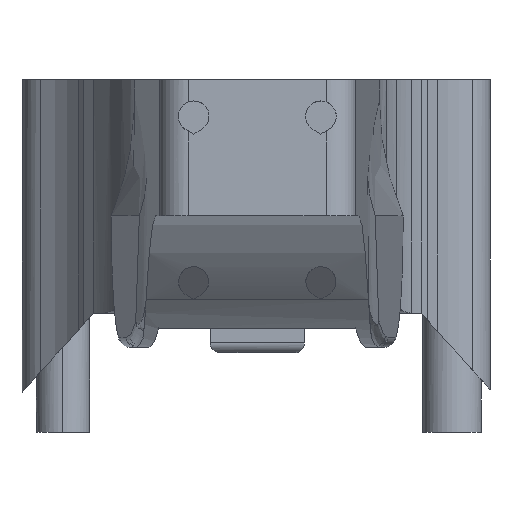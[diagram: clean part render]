
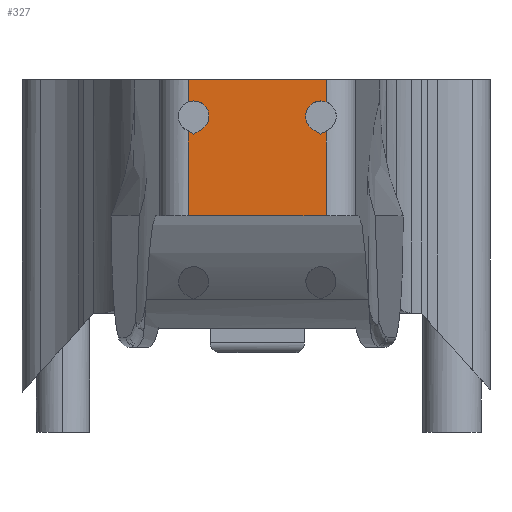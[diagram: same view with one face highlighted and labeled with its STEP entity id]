
A CAD part, front view. The second image highlights one B-rep face of the part: STEP entity #327.
In plain terms, the highlighted planar face has unit normal (0, -1, 0).
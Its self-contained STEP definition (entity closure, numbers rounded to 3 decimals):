
#217 = VERTEX_POINT ( 'NONE', #3373 ) ;
#224 = EDGE_LOOP ( 'NONE', ( #5849, #3086, #1858, #5814, #1746, #2626, #3293, #3094, #732, #1950, #2251, #842 ) ) ;
#327 = ADVANCED_FACE ( 'NONE', ( #5318 ), #1252, .T. ) ;
#332 = DIRECTION ( 'NONE',  ( 0., -1., 0. ) ) ;
#398 = DIRECTION ( 'NONE',  ( 0.843, 0., 0.537 ) ) ;
#567 = LINE ( 'NONE', #4675, #4039 ) ;
#615 = CARTESIAN_POINT ( 'NONE',  ( 9.129, 15.476, 245.188 ) ) ;
#707 = VECTOR ( 'NONE', #398, 1000. ) ;
#732 = ORIENTED_EDGE ( 'NONE', *, *, #4802, .F. ) ;
#776 = VERTEX_POINT ( 'NONE', #2901 ) ;
#820 = VECTOR ( 'NONE', #5472, 1000. ) ;
#842 = ORIENTED_EDGE ( 'NONE', *, *, #2958, .T. ) ;
#893 = VERTEX_POINT ( 'NONE', #615 ) ;
#1161 = VERTEX_POINT ( 'NONE', #2389 ) ;
#1210 = VERTEX_POINT ( 'NONE', #1465 ) ;
#1252 = PLANE ( 'NONE',  #4597 ) ;
#1278 = LINE ( 'NONE', #4046, #4967 ) ;
#1465 = CARTESIAN_POINT ( 'NONE',  ( 9.129, 15.476, 250.459 ) ) ;
#1583 = EDGE_CURVE ( 'NONE', #776, #5058, #4737, .T. ) ;
#1590 = EDGE_CURVE ( 'NONE', #1161, #5595, #2792, .T. ) ;
#1746 = ORIENTED_EDGE ( 'NONE', *, *, #3234, .T. ) ;
#1773 = VERTEX_POINT ( 'NONE', #5015 ) ;
#1793 = CARTESIAN_POINT ( 'NONE',  ( 8.591, 15.476, 246.684 ) ) ;
#1834 = CARTESIAN_POINT ( 'NONE',  ( -5.023, 15.476, 248.169 ) ) ;
#1858 = ORIENTED_EDGE ( 'NONE', *, *, #3838, .F. ) ;
#1884 = DIRECTION ( 'NONE',  ( 0., -1., 0. ) ) ;
#1947 = LINE ( 'NONE', #5118, #5055 ) ;
#1950 = ORIENTED_EDGE ( 'NONE', *, *, #4705, .T. ) ;
#2016 = CARTESIAN_POINT ( 'NONE',  ( -4.486, 15.476, 246.684 ) ) ;
#2034 = VECTOR ( 'NONE', #3079, 1000. ) ;
#2144 = EDGE_CURVE ( 'NONE', #217, #893, #3139, .T. ) ;
#2251 = ORIENTED_EDGE ( 'NONE', *, *, #4558, .F. ) ;
#2281 = VERTEX_POINT ( 'NONE', #3762 ) ;
#2303 = AXIS2_PLACEMENT_3D ( 'NONE', #1793, #1884, #3708 ) ;
#2308 = CARTESIAN_POINT ( 'NONE',  ( 12.053, 15.476, 236.459 ) ) ;
#2319 = CARTESIAN_POINT ( 'NONE',  ( 12.053, 15.476, 236.459 ) ) ;
#2389 = CARTESIAN_POINT ( 'NONE',  ( -3.911, 15.476, 245.212 ) ) ;
#2411 = CARTESIAN_POINT ( 'NONE',  ( -4.486, 15.476, 244.846 ) ) ;
#2424 = EDGE_CURVE ( 'NONE', #2281, #217, #3546, .T. ) ;
#2430 = EDGE_CURVE ( 'NONE', #3611, #1161, #5351, .T. ) ;
#2434 = DIRECTION ( 'NONE',  ( 0., 0., -1. ) ) ;
#2560 = LINE ( 'NONE', #3972, #5800 ) ;
#2626 = ORIENTED_EDGE ( 'NONE', *, *, #2938, .T. ) ;
#2674 = DIRECTION ( 'NONE',  ( 0.843, 0., 0.537 ) ) ;
#2792 = CIRCLE ( 'NONE', #5244, 1.58 ) ;
#2880 = LINE ( 'NONE', #5078, #820 ) ;
#2901 = CARTESIAN_POINT ( 'NONE',  ( -5.023, 15.476, 245.188 ) ) ;
#2938 = EDGE_CURVE ( 'NONE', #1773, #893, #2880, .T. ) ;
#2958 = EDGE_CURVE ( 'NONE', #4843, #5595, #567, .T. ) ;
#3055 = CIRCLE ( 'NONE', #2303, 1.58 ) ;
#3079 = DIRECTION ( 'NONE',  ( 1., 0., 0. ) ) ;
#3086 = ORIENTED_EDGE ( 'NONE', *, *, #2430, .F. ) ;
#3094 = ORIENTED_EDGE ( 'NONE', *, *, #2424, .F. ) ;
#3139 = LINE ( 'NONE', #4557, #707 ) ;
#3234 = EDGE_CURVE ( 'NONE', #5058, #1773, #4000, .T. ) ;
#3293 = ORIENTED_EDGE ( 'NONE', *, *, #2144, .F. ) ;
#3373 = CARTESIAN_POINT ( 'NONE',  ( 8.591, 15.476, 244.846 ) ) ;
#3420 = CARTESIAN_POINT ( 'NONE',  ( -5.023, 15.476, 236.459 ) ) ;
#3546 = LINE ( 'NONE', #4550, #4680 ) ;
#3567 = VECTOR ( 'NONE', #2674, 1000. ) ;
#3575 = CARTESIAN_POINT ( 'NONE',  ( -5.023, 15.476, 236.459 ) ) ;
#3611 = VERTEX_POINT ( 'NONE', #2411 ) ;
#3679 = CARTESIAN_POINT ( 'NONE',  ( -5.023, 15.476, 250.459 ) ) ;
#3708 = DIRECTION ( 'NONE',  ( 0., 0., -1. ) ) ;
#3762 = CARTESIAN_POINT ( 'NONE',  ( 8.017, 15.476, 245.212 ) ) ;
#3838 = EDGE_CURVE ( 'NONE', #776, #3611, #1278, .T. ) ;
#3972 = CARTESIAN_POINT ( 'NONE',  ( 9.129, 15.476, 236.459 ) ) ;
#4000 = LINE ( 'NONE', #2308, #2034 ) ;
#4039 = VECTOR ( 'NONE', #2434, 1000. ) ;
#4046 = CARTESIAN_POINT ( 'NONE',  ( -5.318, 15.476, 245.376 ) ) ;
#4078 = CARTESIAN_POINT ( 'NONE',  ( 9.129, 15.476, 248.169 ) ) ;
#4205 = DIRECTION ( 'NONE',  ( 1., 0., 0. ) ) ;
#4550 = CARTESIAN_POINT ( 'NONE',  ( 8.591, 15.476, 244.846 ) ) ;
#4557 = CARTESIAN_POINT ( 'NONE',  ( 9.424, 15.476, 245.376 ) ) ;
#4558 = EDGE_CURVE ( 'NONE', #4843, #1210, #1947, .T. ) ;
#4597 = AXIS2_PLACEMENT_3D ( 'NONE', #2319, #332, #5875 ) ;
#4675 = CARTESIAN_POINT ( 'NONE',  ( -5.023, 15.476, 236.459 ) ) ;
#4680 = VECTOR ( 'NONE', #5447, 1000. ) ;
#4705 = EDGE_CURVE ( 'NONE', #5019, #1210, #2560, .T. ) ;
#4737 = LINE ( 'NONE', #3420, #5063 ) ;
#4802 = EDGE_CURVE ( 'NONE', #5019, #2281, #3055, .T. ) ;
#4843 = VERTEX_POINT ( 'NONE', #3679 ) ;
#4902 = CARTESIAN_POINT ( 'NONE',  ( -4.486, 15.476, 244.846 ) ) ;
#4967 = VECTOR ( 'NONE', #5879, 1000. ) ;
#5015 = CARTESIAN_POINT ( 'NONE',  ( 9.129, 15.476, 236.459 ) ) ;
#5019 = VERTEX_POINT ( 'NONE', #4078 ) ;
#5055 = VECTOR ( 'NONE', #4205, 1000. ) ;
#5058 = VERTEX_POINT ( 'NONE', #3575 ) ;
#5063 = VECTOR ( 'NONE', #5249, 1000. ) ;
#5078 = CARTESIAN_POINT ( 'NONE',  ( 9.129, 15.476, 236.459 ) ) ;
#5118 = CARTESIAN_POINT ( 'NONE',  ( 12.053, 15.476, 250.459 ) ) ;
#5191 = DIRECTION ( 'NONE',  ( 0., 0., -1. ) ) ;
#5244 = AXIS2_PLACEMENT_3D ( 'NONE', #2016, #5640, #5191 ) ;
#5249 = DIRECTION ( 'NONE',  ( 0., 0., -1. ) ) ;
#5318 = FACE_OUTER_BOUND ( 'NONE', #224, .T. ) ;
#5351 = LINE ( 'NONE', #4902, #3567 ) ;
#5392 = DIRECTION ( 'NONE',  ( 0., 0., 1. ) ) ;
#5447 = DIRECTION ( 'NONE',  ( 0.843, 0., -0.537 ) ) ;
#5472 = DIRECTION ( 'NONE',  ( 0., 0., 1. ) ) ;
#5595 = VERTEX_POINT ( 'NONE', #1834 ) ;
#5640 = DIRECTION ( 'NONE',  ( 0., -1., 0. ) ) ;
#5800 = VECTOR ( 'NONE', #5392, 1000. ) ;
#5814 = ORIENTED_EDGE ( 'NONE', *, *, #1583, .T. ) ;
#5849 = ORIENTED_EDGE ( 'NONE', *, *, #1590, .F. ) ;
#5875 = DIRECTION ( 'NONE',  ( 0., 0., -1. ) ) ;
#5879 = DIRECTION ( 'NONE',  ( 0.843, 0., -0.537 ) ) ;
